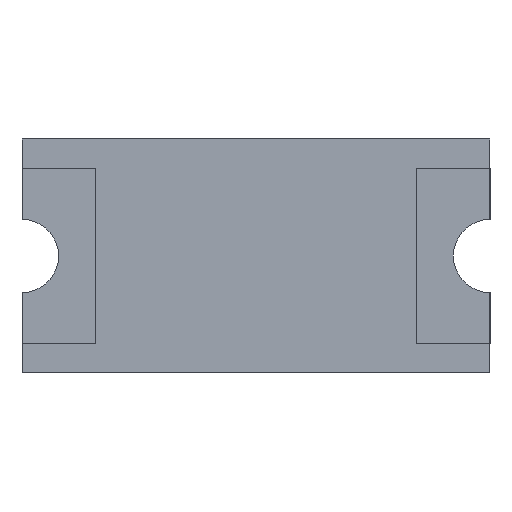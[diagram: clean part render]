
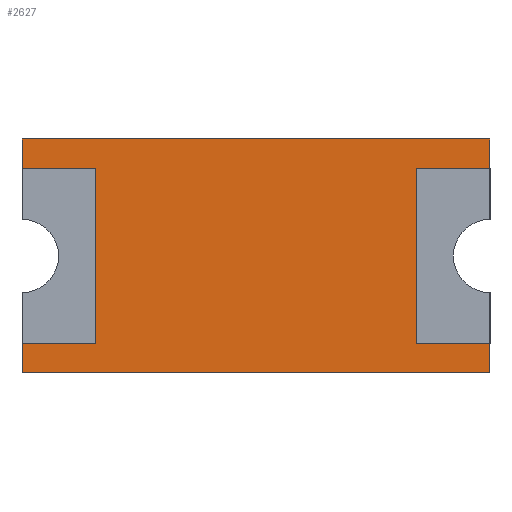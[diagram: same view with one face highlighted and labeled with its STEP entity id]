
A CAD part, front view. The second image highlights one B-rep face of the part: STEP entity #2627.
In plain terms, the highlighted planar face has unit normal (0, -1, 0).
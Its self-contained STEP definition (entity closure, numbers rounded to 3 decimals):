
#125 = AXIS2_PLACEMENT_3D ( 'NONE', #2543, #902, #2321 ) ;
#155 = VECTOR ( 'NONE', #2678, 1000. ) ;
#158 = AXIS2_PLACEMENT_3D ( 'NONE', #1411, #1893, #2120 ) ;
#190 = EDGE_LOOP ( 'NONE', ( #2859, #2702, #494, #532, #324, #241, #629, #1553 ) ) ;
#211 = CARTESIAN_POINT ( 'NONE',  ( -1.6, -0.25, -0.8 ) ) ;
#221 = LINE ( 'NONE', #2642, #406 ) ;
#241 = ORIENTED_EDGE ( 'NONE', *, *, #678, .F. ) ;
#317 = VERTEX_POINT ( 'NONE', #1660 ) ;
#324 = ORIENTED_EDGE ( 'NONE', *, *, #1733, .F. ) ;
#332 = VECTOR ( 'NONE', #2336, 1000. ) ;
#362 = CARTESIAN_POINT ( 'NONE',  ( 1.6, -0.25, 0.8 ) ) ;
#406 = VECTOR ( 'NONE', #518, 1000. ) ;
#473 = CARTESIAN_POINT ( 'NONE',  ( 1.6, -0.25, 0.25 ) ) ;
#494 = ORIENTED_EDGE ( 'NONE', *, *, #2873, .F. ) ;
#518 = DIRECTION ( 'NONE',  ( 0., 0., -1. ) ) ;
#532 = ORIENTED_EDGE ( 'NONE', *, *, #694, .F. ) ;
#538 = FACE_OUTER_BOUND ( 'NONE', #190, .T. ) ;
#546 = LINE ( 'NONE', #1801, #1585 ) ;
#629 = ORIENTED_EDGE ( 'NONE', *, *, #2867, .F. ) ;
#678 = EDGE_CURVE ( 'NONE', #855, #1891, #2732, .T. ) ;
#694 = EDGE_CURVE ( 'NONE', #1487, #754, #1420, .T. ) ;
#711 = DIRECTION ( 'NONE',  ( 0., 0., 1. ) ) ;
#754 = VERTEX_POINT ( 'NONE', #2335 ) ;
#813 = CARTESIAN_POINT ( 'NONE',  ( 1.6, -0.25, -0.8 ) ) ;
#855 = VERTEX_POINT ( 'NONE', #473 ) ;
#902 = DIRECTION ( 'NONE',  ( 0., 1., 0. ) ) ;
#947 = LINE ( 'NONE', #1669, #332 ) ;
#991 = DIRECTION ( 'NONE',  ( 0., -1., 0. ) ) ;
#1037 = CARTESIAN_POINT ( 'NONE',  ( -1.6, -0.25, -0.25 ) ) ;
#1135 = EDGE_CURVE ( 'NONE', #1928, #2905, #2096, .T. ) ;
#1141 = AXIS2_PLACEMENT_3D ( 'NONE', #1225, #991, #1698 ) ;
#1225 = CARTESIAN_POINT ( 'NONE',  ( -1.6, -0.25, 0. ) ) ;
#1278 = CARTESIAN_POINT ( 'NONE',  ( 1.6, -0.25, -0.25 ) ) ;
#1405 = PLANE ( 'NONE',  #125 ) ;
#1411 = CARTESIAN_POINT ( 'NONE',  ( 1.6, -0.25, 0. ) ) ;
#1420 = LINE ( 'NONE', #211, #2661 ) ;
#1475 = EDGE_CURVE ( 'NONE', #2905, #317, #2679, .T. ) ;
#1487 = VERTEX_POINT ( 'NONE', #813 ) ;
#1553 = ORIENTED_EDGE ( 'NONE', *, *, #2087, .F. ) ;
#1585 = VECTOR ( 'NONE', #2751, 1000. ) ;
#1660 = CARTESIAN_POINT ( 'NONE',  ( -1.6, -0.25, 0.8 ) ) ;
#1669 = CARTESIAN_POINT ( 'NONE',  ( 1.6, -0.25, -0.8 ) ) ;
#1698 = DIRECTION ( 'NONE',  ( 0., 0., 1. ) ) ;
#1733 = EDGE_CURVE ( 'NONE', #1891, #1487, #221, .T. ) ;
#1757 = VECTOR ( 'NONE', #711, 1000. ) ;
#1801 = CARTESIAN_POINT ( 'NONE',  ( -1.6, -0.25, 0.8 ) ) ;
#1891 = VERTEX_POINT ( 'NONE', #1278 ) ;
#1893 = DIRECTION ( 'NONE',  ( 0., -1., 0. ) ) ;
#1894 = CARTESIAN_POINT ( 'NONE',  ( -1.6, -0.25, 0.25 ) ) ;
#1928 = VERTEX_POINT ( 'NONE', #1037 ) ;
#2087 = EDGE_CURVE ( 'NONE', #317, #2352, #546, .T. ) ;
#2096 = CIRCLE ( 'NONE', #1141, 0.25 ) ;
#2112 = LINE ( 'NONE', #2593, #1757 ) ;
#2120 = DIRECTION ( 'NONE',  ( 0., 0., 1. ) ) ;
#2321 = DIRECTION ( 'NONE',  ( 0., 0., 1. ) ) ;
#2335 = CARTESIAN_POINT ( 'NONE',  ( -1.6, -0.25, -0.8 ) ) ;
#2336 = DIRECTION ( 'NONE',  ( 0., 0., -1. ) ) ;
#2352 = VERTEX_POINT ( 'NONE', #362 ) ;
#2438 = CARTESIAN_POINT ( 'NONE',  ( -1.6, -0.25, -0.8 ) ) ;
#2543 = CARTESIAN_POINT ( 'NONE',  ( 0., -0.25, 0. ) ) ;
#2593 = CARTESIAN_POINT ( 'NONE',  ( -1.6, -0.25, -0.8 ) ) ;
#2627 = ADVANCED_FACE ( 'NONE', ( #538 ), #1405, .F. ) ;
#2642 = CARTESIAN_POINT ( 'NONE',  ( 1.6, -0.25, -0.8 ) ) ;
#2661 = VECTOR ( 'NONE', #3015, 1000. ) ;
#2678 = DIRECTION ( 'NONE',  ( 0., 0., 1. ) ) ;
#2679 = LINE ( 'NONE', #2438, #155 ) ;
#2702 = ORIENTED_EDGE ( 'NONE', *, *, #1135, .F. ) ;
#2732 = CIRCLE ( 'NONE', #158, 0.25 ) ;
#2751 = DIRECTION ( 'NONE',  ( 1., 0., 0. ) ) ;
#2859 = ORIENTED_EDGE ( 'NONE', *, *, #1475, .F. ) ;
#2867 = EDGE_CURVE ( 'NONE', #2352, #855, #947, .T. ) ;
#2873 = EDGE_CURVE ( 'NONE', #754, #1928, #2112, .T. ) ;
#2905 = VERTEX_POINT ( 'NONE', #1894 ) ;
#3015 = DIRECTION ( 'NONE',  ( -1., 0., 0. ) ) ;
